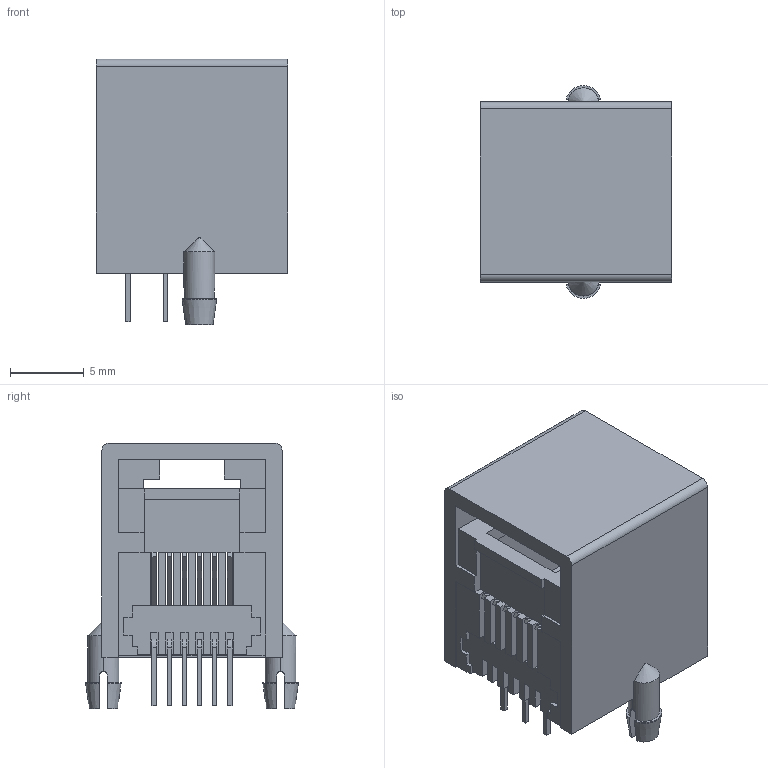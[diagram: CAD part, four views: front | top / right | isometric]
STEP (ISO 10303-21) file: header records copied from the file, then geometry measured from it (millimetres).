
FILE_DESCRIPTION (( 'STEP AP214' ), '1' );
FILE_NAME ('User Library-RJ11-WE-HOR-TAB-UP.STEP', '2012-11-14T07:16:03', ( 'Windows User' ), ( '' ), 'SwSTEP 2.0', 'SolidWorks 2013', '' );
FILE_SCHEMA (( 'AUTOMOTIVE_DESIGN' ));
Length unit declared in the file: millimetre
Products named in the file (1): User Library-RJ11-WE-HOR-TAB-UP
Bounding box: 13 x 14.4 x 18 mm (x, y, z)
Volume: 1070.3 mm3; surface area: 1872.3 mm2
Topology: 4 solids, 4 shells, 263 faces, 754 edges, 492 vertices
Faces by surface type: plane 216, cylinder 40, cone 7
Entity records: 11504 total; most frequent: CARTESIAN_POINT 1617, ORIENTED_EDGE 1504, DIRECTION 1348, EDGE_CURVE 752, VECTOR 650, LINE 650, VERTEX_POINT 492, AXIS2_PLACEMENT_3D 349
